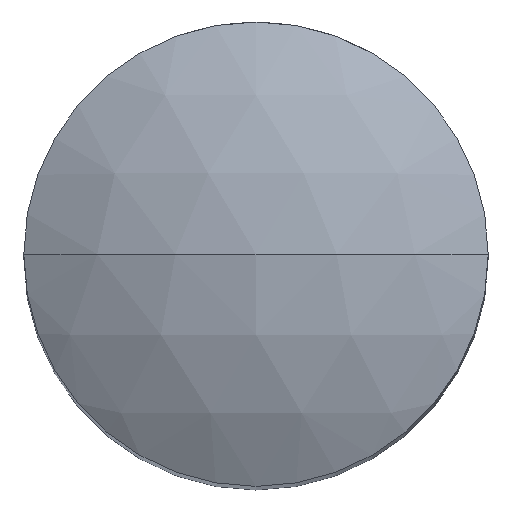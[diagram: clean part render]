
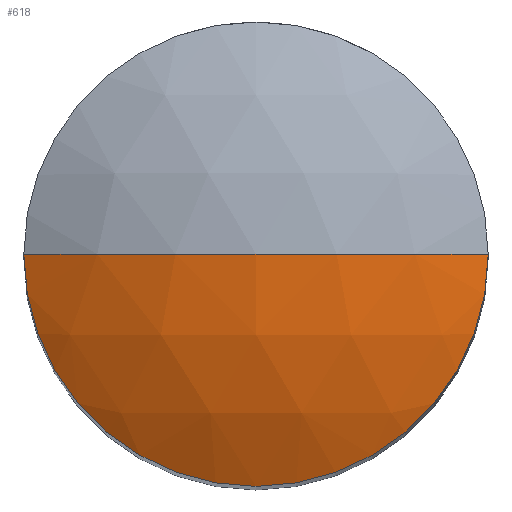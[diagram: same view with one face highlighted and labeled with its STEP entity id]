
A CAD part, top view. The second image highlights one B-rep face of the part: STEP entity #618.
In plain terms, the highlighted spherical face has radius 4 mm.
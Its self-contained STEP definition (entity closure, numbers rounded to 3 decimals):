
#9 = AXIS2_PLACEMENT_3D ( 'NONE', #204, #545, #420 ) ;
#45 = DIRECTION ( 'NONE',  ( 0., 0., 1. ) ) ;
#47 = DIRECTION ( 'NONE',  ( 0., 1., 0. ) ) ;
#57 = VERTEX_POINT ( 'NONE', #589 ) ;
#69 = CARTESIAN_POINT ( 'NONE',  ( 0., 0., 6. ) ) ;
#109 = EDGE_LOOP ( 'NONE', ( #418, #575, #723 ) ) ;
#149 = EDGE_CURVE ( 'NONE', #649, #57, #713, .T. ) ;
#163 = AXIS2_PLACEMENT_3D ( 'NONE', #69, #47, #45 ) ;
#173 = AXIS2_PLACEMENT_3D ( 'NONE', #183, #180, #178 ) ;
#178 = DIRECTION ( 'NONE',  ( -1., 0., 0. ) ) ;
#180 = DIRECTION ( 'NONE',  ( 0., 0., -1. ) ) ;
#183 = CARTESIAN_POINT ( 'NONE',  ( 0., 0., 9.464 ) ) ;
#204 = CARTESIAN_POINT ( 'NONE',  ( 0., 0., 6. ) ) ;
#230 = AXIS2_PLACEMENT_3D ( 'NONE', #733, #729, #728 ) ;
#251 = CIRCLE ( 'NONE', #163, 4. ) ;
#261 = CARTESIAN_POINT ( 'NONE',  ( 2., 0., 9.464 ) ) ;
#269 = EDGE_CURVE ( 'NONE', #555, #57, #448, .T. ) ;
#283 = EDGE_CURVE ( 'NONE', #649, #555, #251, .T. ) ;
#418 = ORIENTED_EDGE ( 'NONE', *, *, #283, .F. ) ;
#420 = DIRECTION ( 'NONE',  ( 1., 0., 0. ) ) ;
#448 = CIRCLE ( 'NONE', #173, 2. ) ;
#483 = CARTESIAN_POINT ( 'NONE',  ( 0., 0., 10. ) ) ;
#521 = FACE_OUTER_BOUND ( 'NONE', #109, .T. ) ;
#545 = DIRECTION ( 'NONE',  ( 0., -1., 0. ) ) ;
#555 = VERTEX_POINT ( 'NONE', #261 ) ;
#575 = ORIENTED_EDGE ( 'NONE', *, *, #149, .T. ) ;
#589 = CARTESIAN_POINT ( 'NONE',  ( -2., 0., 9.464 ) ) ;
#618 = ADVANCED_FACE ( 'NONE', ( #521 ), #695, .T. ) ;
#649 = VERTEX_POINT ( 'NONE', #483 ) ;
#695 = SPHERICAL_SURFACE ( 'NONE', #9, 4. ) ;
#713 = CIRCLE ( 'NONE', #230, 4. ) ;
#723 = ORIENTED_EDGE ( 'NONE', *, *, #269, .F. ) ;
#728 = DIRECTION ( 'NONE',  ( 1., 0., 0. ) ) ;
#729 = DIRECTION ( 'NONE',  ( 0., -1., 0. ) ) ;
#733 = CARTESIAN_POINT ( 'NONE',  ( 0., 0., 6. ) ) ;
